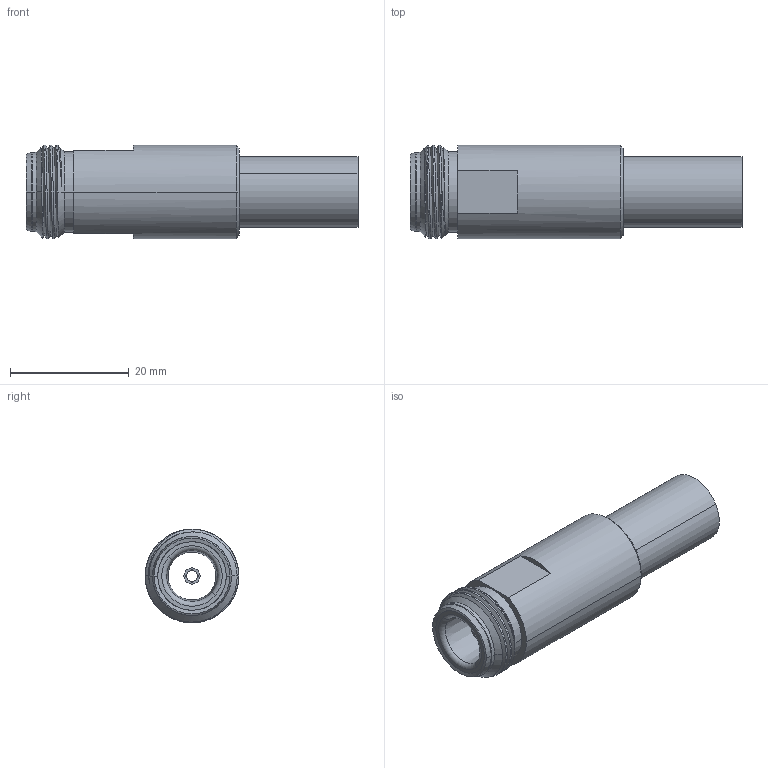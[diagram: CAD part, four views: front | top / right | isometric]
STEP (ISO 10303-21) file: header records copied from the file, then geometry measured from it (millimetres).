
FILE_DESCRIPTION (( 'STEP AP214' ), '1' );
FILE_NAME ('25-068-B3-DE.STEP', '2025-02-27T10:06:39', ( '' ), ( '' ), 'SwSTEP 2.0', 'SolidWorks 2024', '' );
FILE_SCHEMA (( 'AUTOMOTIVE_DESIGN' ));
Length unit declared in the file: millimetre
Products named in the file (1): 25-068-B3-DE
Bounding box: 55.88 x 15.75 x 15.75 mm (x, y, z)
Surface area: 3808.5 mm2 (no closed solid volume)
Topology: 0 solids, 7 shells, 50 faces, 128 edges, 86 vertices
Faces by surface type: cone 19, cylinder 17, plane 8, torus 4, bspline 2
Entity records: 2297 total; most frequent: CARTESIAN_POINT 1107, DIRECTION 257, ORIENTED_EDGE 228, EDGE_CURVE 128, AXIS2_PLACEMENT_3D 109, VERTEX_POINT 86, CIRCLE 60, EDGE_LOOP 54
